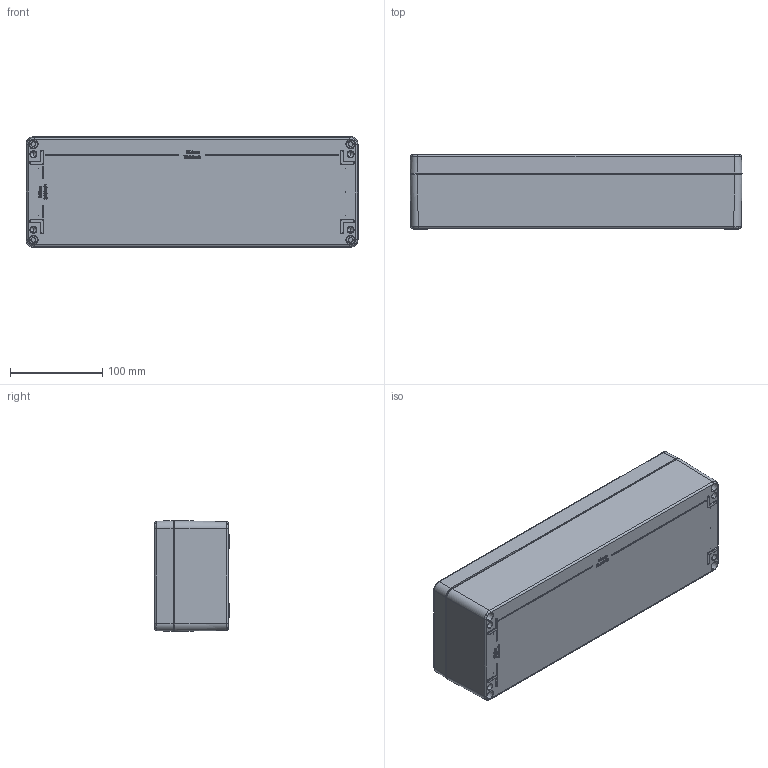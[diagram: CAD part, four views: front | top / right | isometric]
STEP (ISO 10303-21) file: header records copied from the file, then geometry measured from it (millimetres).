
FILE_DESCRIPTION (( 'STEP AP214' ), '1' );
FILE_NAME ('01123608.STEP', '2009-03-05T10:41:16', ( ' ' ), ( '' ), 'SwSTEP 2.0', 'SolidWorks 2008', '' );
FILE_SCHEMA (( 'AUTOMOTIVE_DESIGN' ));
Products named in the file (5): 01153_Bearbeitung nach ZngNr.: 01-2-011580-02-0; 93134_Standard; 02153_Standard; 82009_Standard; 01123608
Assembly tree (7 placements, depth 2):
  01123608
    93134_Standard  x4
    01153_Bearbeitung nach ZngNr.: 01-2-011580-02-0
    82009_Standard
    02153_Standard
Bounding box: 360 x 81 x 120 mm (x, y, z)
Volume: 721540.3 mm3; surface area: 333379.3 mm2
Topology: 7 solids, 7 shells, 2548 faces, 6005 edges, 3144 vertices
Faces by surface type: bspline 965, cylinder 741, plane 439, sphere 175, cone 138, torus 90
Entity records: 107340 total; most frequent: CARTESIAN_POINT 61673, ORIENTED_EDGE 10766, DIRECTION 7583, EDGE_CURVE 5383, VERTEX_POINT 3003, AXIS2_PLACEMENT_3D 2932, EDGE_LOOP 2540, FACE_OUTER_BOUND 2446
